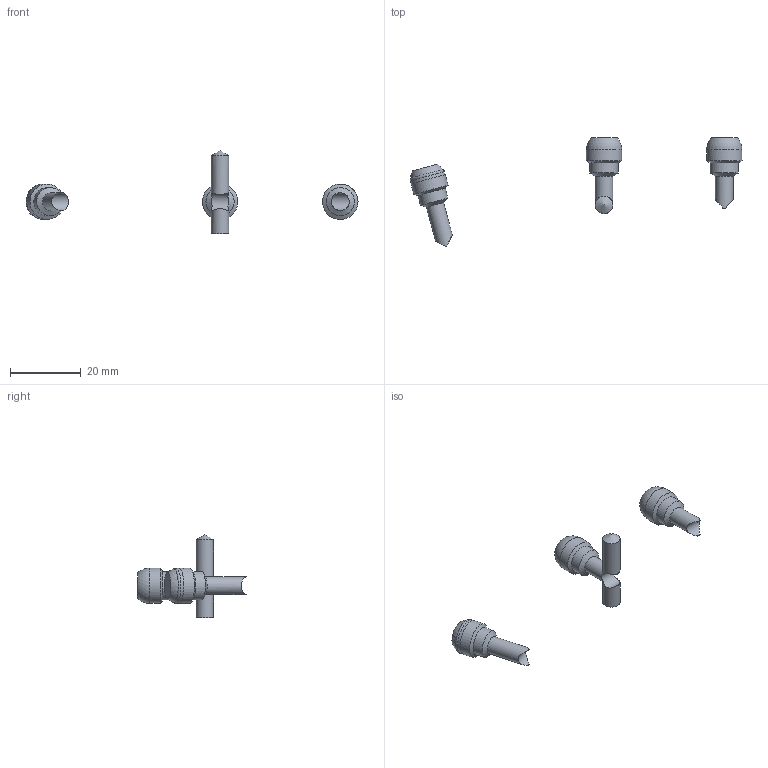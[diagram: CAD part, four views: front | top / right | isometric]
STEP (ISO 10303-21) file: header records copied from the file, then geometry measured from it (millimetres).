
FILE_DESCRIPTION(/* description */ (''),/* implementation_level */ '2;1');
FILE_NAME(/* name */ '103.065.25.753.stp',/* time_stamp */ '2018-03-06T14:33:11+01:00',/* author */ ('user-4'),/* organization */ (''),/* preprocessor_version */ 'ST-DEVELOPER v16.5',/* originating_system */ 'Autodesk Inventor 2017',/* authorisation */ '');
FILE_SCHEMA (('AUTOMOTIVE_DESIGN { 1 0 10303 214 3 1 1 }'));
Length unit declared in the file: millimetre
Products named in the file (1): 103.065.25.753
Bounding box: 93.86 x 30.74 x 23.48 mm (x, y, z)
Volume: 1418.6 mm3; surface area: 4040 mm2
Topology: 3 solids, 10 shells, 40 faces, 91 edges, 59 vertices
Faces by surface type: cylinder 14, cone 11, plane 7, sphere 7, torus 1
Full cylindrical faces by diameter (mm): 4.917 x2, 5 x3, 8 x3, 10 x2
Entity records: 6368 total; most frequent: CARTESIAN_POINT 1310, DIRECTION 974, ORIENTED_EDGE 914, EDGE_CURVE 453, AXIS2_PLACEMENT_3D 349, VERTEX_POINT 326, EDGE_LOOP 314, LINE 276
